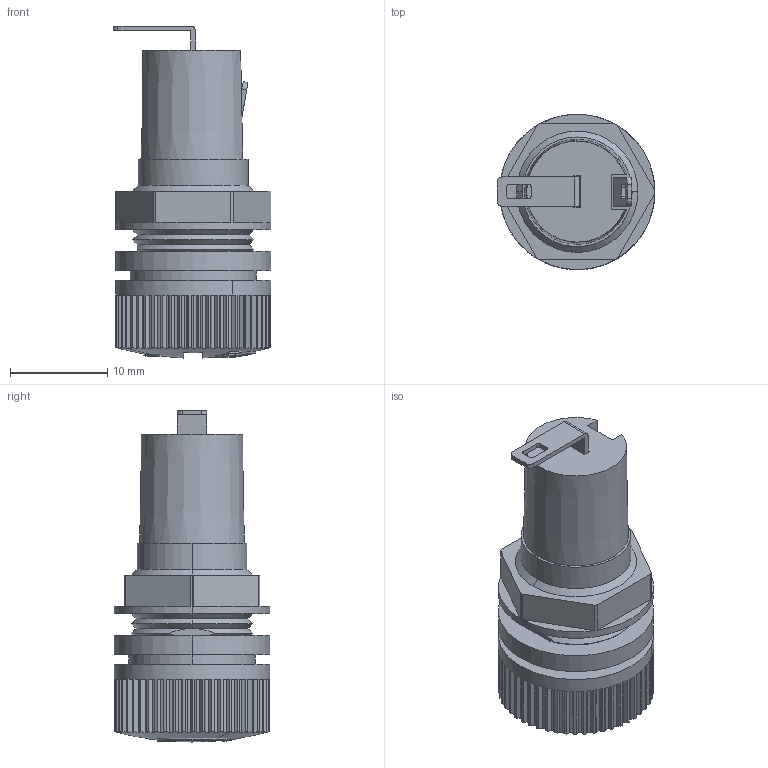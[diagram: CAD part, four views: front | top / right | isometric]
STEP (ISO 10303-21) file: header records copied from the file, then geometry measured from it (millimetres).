
FILE_DESCRIPTION(('Creo Elements/Direct Modeling STEP Export'),'2;1');
FILE_NAME('PTF_30.stp','2017-01-25T10:48:07',(''),(''),'PTC Creo Elements/Direct Modeling STEP processor for AP214 (Solid Model)','PTC Creo Elements/Direct Modeling 19.0D 23-Nov-2015 (C) Parametric Technology GmbH','');
FILE_SCHEMA(('AUTOMOTIVE_DESIGN { 1 0 10303 214 1 1 1 1 }'));
Length unit declared in the file: millimetre
Products named in the file (2): PTF_30
Assembly tree (1 placements, depth 2):
  PTF_30
    PTF_30
Bounding box: 16.25 x 16 x 34.18 mm (x, y, z)
Volume: 4180.3 mm3; surface area: 2311.6 mm2
Topology: 1 solids, 1 shells, 424 faces, 1219 edges, 810 vertices
Faces by surface type: plane 379, cylinder 26, cone 12, sphere 7
Entity records: 17289 total; most frequent: CARTESIAN_POINT 2503, DIRECTION 2474, ORIENTED_EDGE 2438, EDGE_CURVE 1219, AXIS2_PLACEMENT_3D 930, VERTEX_POINT 810, VECTOR 614, LINE 614
